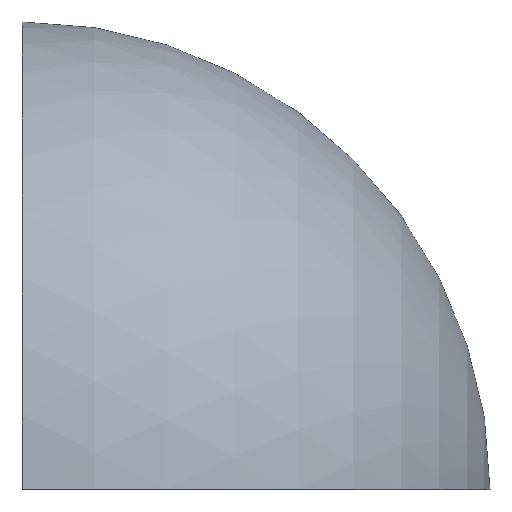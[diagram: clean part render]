
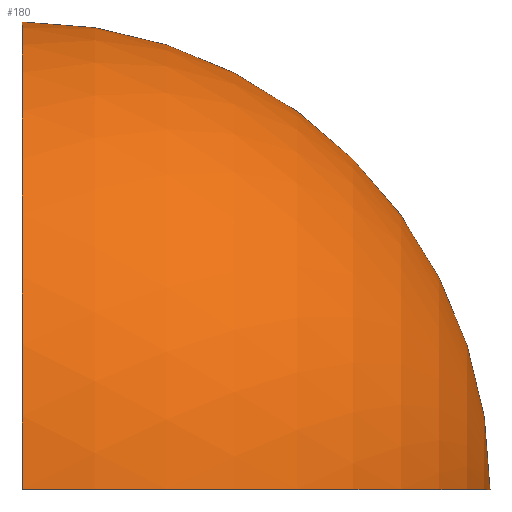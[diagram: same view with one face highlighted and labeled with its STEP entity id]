
A CAD part, top view. The second image highlights one B-rep face of the part: STEP entity #180.
In plain terms, the highlighted spherical face has radius 27.686 mm.
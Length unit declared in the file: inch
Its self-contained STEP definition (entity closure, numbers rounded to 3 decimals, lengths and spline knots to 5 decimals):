
#3 = DIRECTION ( 'NONE',  ( -1., 0., 0. ) ) ;
#6 = CARTESIAN_POINT ( 'NONE',  ( 0., -1.09, 0. ) ) ;
#14 = DIRECTION ( 'NONE',  ( 0., 1., 0. ) ) ;
#15 = ORIENTED_EDGE ( 'NONE', *, *, #91, .T. ) ;
#24 = AXIS2_PLACEMENT_3D ( 'NONE', #60, #158, #207 ) ;
#34 = EDGE_LOOP ( 'NONE', ( #67, #15, #137 ) ) ;
#35 = CIRCLE ( 'NONE', #213, 1.09 ) ;
#45 = VERTEX_POINT ( 'NONE', #200 ) ;
#54 = CARTESIAN_POINT ( 'NONE',  ( 1.09, -1.09, 0. ) ) ;
#60 = CARTESIAN_POINT ( 'NONE',  ( 0., -1.09, 0. ) ) ;
#67 = ORIENTED_EDGE ( 'NONE', *, *, #175, .T. ) ;
#71 = FACE_OUTER_BOUND ( 'NONE', #34, .T. ) ;
#86 = CIRCLE ( 'NONE', #187, 1.09 ) ;
#88 = VERTEX_POINT ( 'NONE', #106 ) ;
#91 = EDGE_CURVE ( 'NONE', #98, #88, #86, .T. ) ;
#98 = VERTEX_POINT ( 'NONE', #54 ) ;
#105 = DIRECTION ( 'NONE',  ( 0., 0., 1. ) ) ;
#106 = CARTESIAN_POINT ( 'NONE',  ( 0., 0., 0. ) ) ;
#116 = SPHERICAL_SURFACE ( 'NONE', #24, 1.09 ) ;
#117 = CARTESIAN_POINT ( 'NONE',  ( 0., -1.09, 0. ) ) ;
#123 = CIRCLE ( 'NONE', #144, 1.09 ) ;
#127 = DIRECTION ( 'NONE',  ( 0., 0., 1. ) ) ;
#131 = EDGE_CURVE ( 'NONE', #45, #88, #123, .T. ) ;
#137 = ORIENTED_EDGE ( 'NONE', *, *, #131, .F. ) ;
#140 = CARTESIAN_POINT ( 'NONE',  ( 0., -1.09, 0. ) ) ;
#144 = AXIS2_PLACEMENT_3D ( 'NONE', #117, #3, #168 ) ;
#158 = DIRECTION ( 'NONE',  ( 1., 0., 0. ) ) ;
#168 = DIRECTION ( 'NONE',  ( 0., 0., -1. ) ) ;
#175 = EDGE_CURVE ( 'NONE', #45, #98, #35, .T. ) ;
#180 = ADVANCED_FACE ( 'NONE', ( #71 ), #116, .T. ) ;
#187 = AXIS2_PLACEMENT_3D ( 'NONE', #6, #105, #196 ) ;
#196 = DIRECTION ( 'NONE',  ( -1., 0., 0. ) ) ;
#200 = CARTESIAN_POINT ( 'NONE',  ( 0., -1.09, 1.09 ) ) ;
#207 = DIRECTION ( 'NONE',  ( 0., 0., 1. ) ) ;
#213 = AXIS2_PLACEMENT_3D ( 'NONE', #140, #14, #127 ) ;
